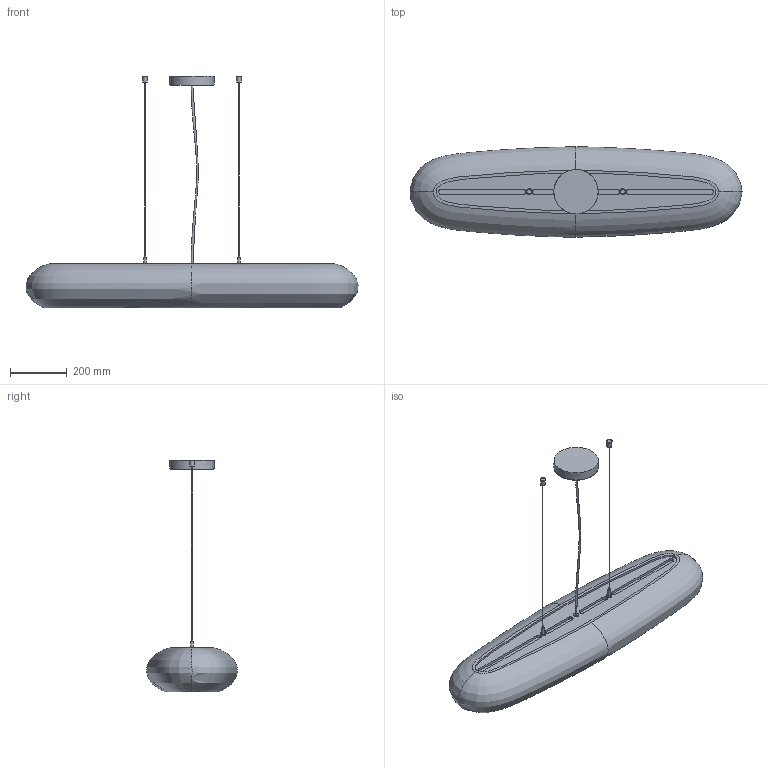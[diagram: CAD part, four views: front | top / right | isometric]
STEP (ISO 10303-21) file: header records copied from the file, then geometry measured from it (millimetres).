
FILE_DESCRIPTION(/* description */ (''),/* implementation_level */ '2;1');
FILE_NAME(/* name */ 'Disc48_3D_mm',/* time_stamp */ '2025-07-08T09:23:07-07:00',/* author */ (''),/* organization */ (''),/* preprocessor_version */ 'ST-DEVELOPER v16.5',/* originating_system */ '',/* authorisation */ '');
FILE_SCHEMA (('AUTOMOTIVE_DESIGN'));
Length unit declared in the file: millimetre
Products named in the file (1): Document
Bounding box: 1167.48 x 318.14 x 815.68 mm (x, y, z)
Volume: 10906548.4 mm3; surface area: 1506297.8 mm2
Topology: 13 solids, 13 shells, 119 faces, 240 edges, 155 vertices
Faces by surface type: bspline 83, plane 36
Entity records: 53701 total; most frequent: CARTESIAN_POINT 52054, ORIENTED_EDGE 480, EDGE_CURVE 240, VERTEX_POINT 155, EDGE_LOOP 135, ADVANCED_FACE 119, FACE_OUTER_BOUND 119, B_SPLINE_CURVE_WITH_KNOTS 91
